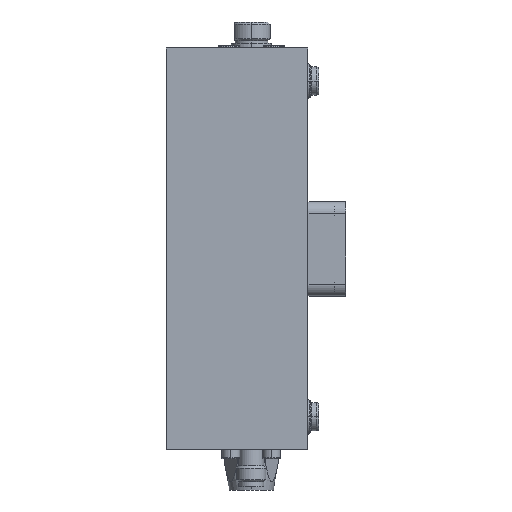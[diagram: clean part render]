
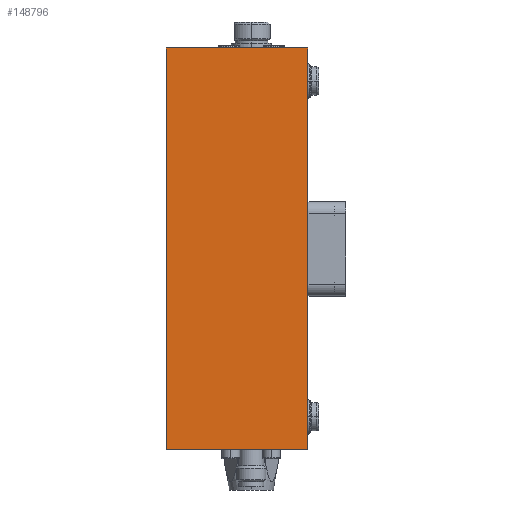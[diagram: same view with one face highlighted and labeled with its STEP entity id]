
A CAD part, left-side view. The second image highlights one B-rep face of the part: STEP entity #148796.
In plain terms, the highlighted planar face has unit normal (-1, 0, 0).
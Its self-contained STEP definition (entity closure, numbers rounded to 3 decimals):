
#36 = LINE ( 'NONE', #149300, #125237 ) ;
#403 = EDGE_CURVE ( 'NONE', #30959, #58058, #36, .T. ) ;
#5088 = FACE_OUTER_BOUND ( 'NONE', #16269, .T. ) ;
#6870 = ORIENTED_EDGE ( 'NONE', *, *, #66104, .T. ) ;
#9381 = VECTOR ( 'NONE', #72165, 1000. ) ;
#9492 = VERTEX_POINT ( 'NONE', #117739 ) ;
#16269 = EDGE_LOOP ( 'NONE', ( #153221, #138660, #35552, #6870 ) ) ;
#20326 = LINE ( 'NONE', #90418, #48753 ) ;
#22867 = DIRECTION ( 'NONE',  ( 1., 0., 0. ) ) ;
#30097 = CARTESIAN_POINT ( 'NONE',  ( -38.495, 13.769, -42.458 ) ) ;
#30959 = VERTEX_POINT ( 'NONE', #30097 ) ;
#31792 = DIRECTION ( 'NONE',  ( 0., 0., 1. ) ) ;
#35552 = ORIENTED_EDGE ( 'NONE', *, *, #403, .F. ) ;
#42045 = VERTEX_POINT ( 'NONE', #127479 ) ;
#43207 = DIRECTION ( 'NONE',  ( 0., -1., 0. ) ) ;
#44195 = CARTESIAN_POINT ( 'NONE',  ( -38.495, 13.769, 42.542 ) ) ;
#48753 = VECTOR ( 'NONE', #43207, 1000. ) ;
#58058 = VERTEX_POINT ( 'NONE', #44195 ) ;
#66104 = EDGE_CURVE ( 'NONE', #30959, #42045, #102372, .T. ) ;
#72165 = DIRECTION ( 'NONE',  ( 0., -1., 0. ) ) ;
#78318 = LINE ( 'NONE', #82909, #142757 ) ;
#82909 = CARTESIAN_POINT ( 'NONE',  ( -38.495, -16.231, -42.458 ) ) ;
#83959 = AXIS2_PLACEMENT_3D ( 'NONE', #95473, #22867, #107711 ) ;
#90418 = CARTESIAN_POINT ( 'NONE',  ( -38.495, 13.769, 42.542 ) ) ;
#90488 = EDGE_CURVE ( 'NONE', #42045, #9492, #78318, .T. ) ;
#95473 = CARTESIAN_POINT ( 'NONE',  ( -38.495, 13.769, -42.458 ) ) ;
#102372 = LINE ( 'NONE', #108267, #9381 ) ;
#106829 = DIRECTION ( 'NONE',  ( 0., 0., 1. ) ) ;
#107181 = PLANE ( 'NONE',  #83959 ) ;
#107711 = DIRECTION ( 'NONE',  ( 0., 0., -1. ) ) ;
#108267 = CARTESIAN_POINT ( 'NONE',  ( -38.495, 13.769, -42.458 ) ) ;
#117739 = CARTESIAN_POINT ( 'NONE',  ( -38.495, -16.231, 42.542 ) ) ;
#125237 = VECTOR ( 'NONE', #31792, 1000. ) ;
#127479 = CARTESIAN_POINT ( 'NONE',  ( -38.495, -16.231, -42.458 ) ) ;
#129993 = EDGE_CURVE ( 'NONE', #58058, #9492, #20326, .T. ) ;
#138660 = ORIENTED_EDGE ( 'NONE', *, *, #129993, .F. ) ;
#142757 = VECTOR ( 'NONE', #106829, 1000. ) ;
#148796 = ADVANCED_FACE ( 'NONE', ( #5088 ), #107181, .F. ) ;
#149300 = CARTESIAN_POINT ( 'NONE',  ( -38.495, 13.769, -42.458 ) ) ;
#153221 = ORIENTED_EDGE ( 'NONE', *, *, #90488, .T. ) ;
